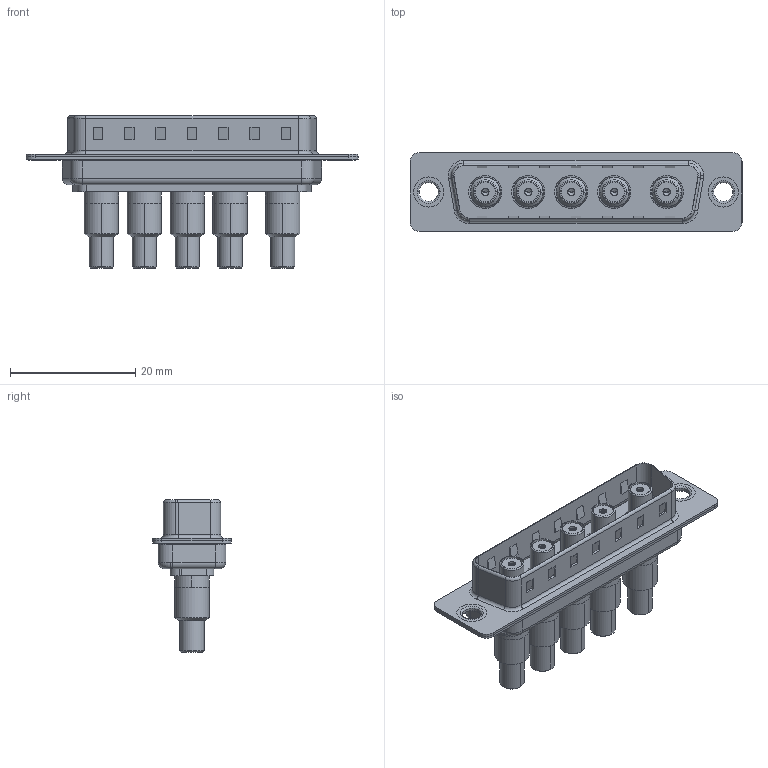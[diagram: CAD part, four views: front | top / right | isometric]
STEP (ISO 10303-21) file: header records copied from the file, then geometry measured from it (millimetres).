
FILE_DESCRIPTION (( 'STEP AP203' ), '1' );
FILE_NAME ('627-5W5-222-5N1.STEP', '2019-05-25T18:57:36', ( '' ), ( '' ), 'SwSTEP 2.0', 'SolidWorks 2016', '' );
FILE_SCHEMA (( 'CONFIG_CONTROL_DESIGN' ));
Length unit declared in the file: millimetre
Products named in the file (12): Co-Ax Jack Assy_SC; 627Combo Shell Front_25 Contacts; 627-5W5-222-5N1; 627Combo Thru Hole Rivet; Co-Ax Jack_Solder Cup Tail; Insulator Socket; Insulator Socket 2; Locking Collar; Socket_Solder Cup; 627Combo Housing_5W5; Solder Cover; 627Combo Shell Rear_25 Contacts
Assembly tree (16 placements, depth 3):
  627-5W5-222-5N1
    627Combo Housing_5W5
    627Combo Shell Rear_25 Contacts
    627Combo Shell Front_25 Contacts
    627Combo Thru Hole Rivet  x2
    Co-Ax Jack Assy_SC  x5
      Co-Ax Jack_Solder Cup Tail
      Insulator Socket
      Insulator Socket 2
      Locking Collar
      Socket_Solder Cup
      Solder Cover
Bounding box: 53 x 12.6 x 24.3 mm (x, y, z)
Volume: 3277.1 mm3; surface area: 10704.6 mm2
Topology: 35 solids, 35 shells, 1000 faces, 2320 edges, 1426 vertices
Faces by surface type: cylinder 441, plane 371, cone 100, torus 78, bspline 10
Entity records: 15727 total; most frequent: DIRECTION 2608, CARTESIAN_POINT 2586, ORIENTED_EDGE 2332, EDGE_CURVE 1166, AXIS2_PLACEMENT_3D 973, VERTEX_POINT 730, VECTOR 662, LINE 662
